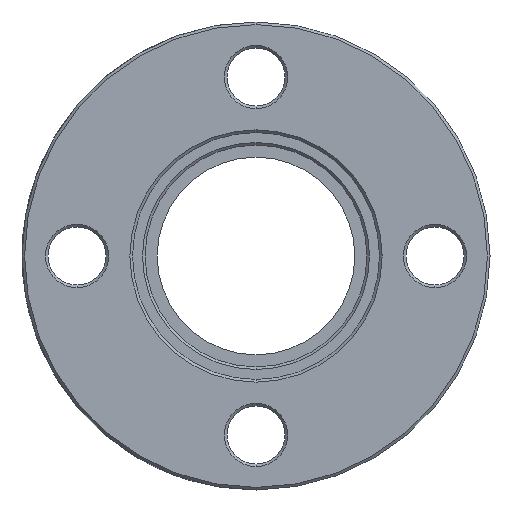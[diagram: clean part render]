
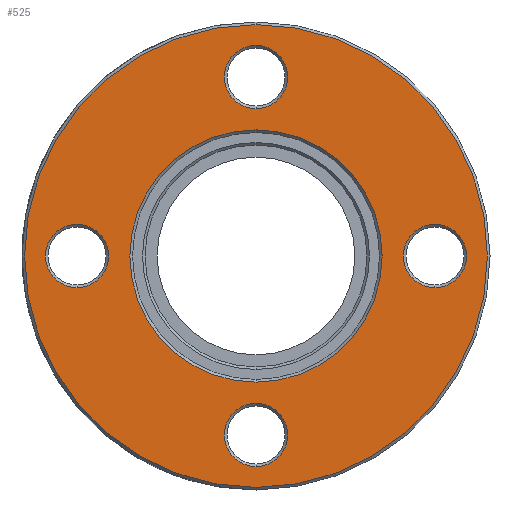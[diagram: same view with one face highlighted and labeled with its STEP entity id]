
A CAD part, front view. The second image highlights one B-rep face of the part: STEP entity #525.
In plain terms, the highlighted planar face has unit normal (0, -1, 0).
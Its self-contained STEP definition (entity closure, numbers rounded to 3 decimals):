
#13 = CARTESIAN_POINT ( 'NONE',  ( 0., 0., -24.3 ) ) ;
#47 = EDGE_LOOP ( 'NONE', ( #475, #1508 ) ) ;
#53 = VERTEX_POINT ( 'NONE', #750 ) ;
#60 = CIRCLE ( 'NONE', #1245, 3.65 ) ;
#74 = VERTEX_POINT ( 'NONE', #13 ) ;
#96 = ORIENTED_EDGE ( 'NONE', *, *, #1668, .T. ) ;
#159 = DIRECTION ( 'NONE',  ( 0., 1., 0. ) ) ;
#199 = CARTESIAN_POINT ( 'NONE',  ( 0., 0., 14.55 ) ) ;
#236 = CIRCLE ( 'NONE', #1616, 3.65 ) ;
#256 = CARTESIAN_POINT ( 'NONE',  ( 0., 0., 0. ) ) ;
#267 = CARTESIAN_POINT ( 'NONE',  ( 20.65, 0., 0. ) ) ;
#268 = ORIENTED_EDGE ( 'NONE', *, *, #1586, .T. ) ;
#271 = EDGE_CURVE ( 'NONE', #1604, #1457, #411, .T. ) ;
#303 = CIRCLE ( 'NONE', #1220, 3.65 ) ;
#307 = CARTESIAN_POINT ( 'NONE',  ( 0., 0., 0. ) ) ;
#323 = ORIENTED_EDGE ( 'NONE', *, *, #1735, .T. ) ;
#339 = FACE_BOUND ( 'NONE', #390, .T. ) ;
#345 = VERTEX_POINT ( 'NONE', #1224 ) ;
#390 = EDGE_LOOP ( 'NONE', ( #1564, #782 ) ) ;
#407 = CARTESIAN_POINT ( 'NONE',  ( 0., 0., 24.3 ) ) ;
#411 = CIRCLE ( 'NONE', #866, 3.65 ) ;
#414 = VERTEX_POINT ( 'NONE', #415 ) ;
#415 = CARTESIAN_POINT ( 'NONE',  ( 0., 0., -26.7 ) ) ;
#420 = AXIS2_PLACEMENT_3D ( 'NONE', #1498, #662, #1630 ) ;
#450 = DIRECTION ( 'NONE',  ( 0., 1., 0. ) ) ;
#459 = DIRECTION ( 'NONE',  ( 0., 0., -1. ) ) ;
#469 = CARTESIAN_POINT ( 'NONE',  ( 0., 0., 0. ) ) ;
#471 = CARTESIAN_POINT ( 'NONE',  ( 0., 0., 20.65 ) ) ;
#475 = ORIENTED_EDGE ( 'NONE', *, *, #965, .T. ) ;
#477 = VERTEX_POINT ( 'NONE', #533 ) ;
#488 = DIRECTION ( 'NONE',  ( 0., -1., 0. ) ) ;
#514 = DIRECTION ( 'NONE',  ( 0., 1., 0. ) ) ;
#525 = ADVANCED_FACE ( 'NONE', ( #1764, #1082, #1411, #339, #710, #1802 ), #1386, .T. ) ;
#533 = CARTESIAN_POINT ( 'NONE',  ( 0., 0., 17. ) ) ;
#548 = DIRECTION ( 'NONE',  ( 0., 0., -1. ) ) ;
#556 = ORIENTED_EDGE ( 'NONE', *, *, #569, .T. ) ;
#557 = DIRECTION ( 'NONE',  ( 0., 1., 0. ) ) ;
#569 = EDGE_CURVE ( 'NONE', #915, #477, #952, .T. ) ;
#577 = ORIENTED_EDGE ( 'NONE', *, *, #1410, .T. ) ;
#611 = DIRECTION ( 'NONE',  ( 0., 0., -1. ) ) ;
#613 = EDGE_LOOP ( 'NONE', ( #1042, #96 ) ) ;
#615 = DIRECTION ( 'NONE',  ( 0., 0., -1. ) ) ;
#620 = CARTESIAN_POINT ( 'NONE',  ( 20.65, 0., -3.65 ) ) ;
#662 = DIRECTION ( 'NONE',  ( 0., 1., 0. ) ) ;
#694 = CARTESIAN_POINT ( 'NONE',  ( 0., 0., -20.65 ) ) ;
#710 = FACE_BOUND ( 'NONE', #47, .T. ) ;
#732 = AXIS2_PLACEMENT_3D ( 'NONE', #1006, #159, #1139 ) ;
#737 = CARTESIAN_POINT ( 'NONE',  ( 0., 0., 26.7 ) ) ;
#750 = CARTESIAN_POINT ( 'NONE',  ( 0., 0., -14.55 ) ) ;
#781 = CARTESIAN_POINT ( 'NONE',  ( 0., 0., -20.65 ) ) ;
#782 = ORIENTED_EDGE ( 'NONE', *, *, #943, .T. ) ;
#786 = EDGE_CURVE ( 'NONE', #74, #1557, #236, .T. ) ;
#799 = VERTEX_POINT ( 'NONE', #1488 ) ;
#835 = DIRECTION ( 'NONE',  ( 0., 0., -1. ) ) ;
#839 = EDGE_LOOP ( 'NONE', ( #1307, #323 ) ) ;
#847 = EDGE_LOOP ( 'NONE', ( #268, #1803 ) ) ;
#858 = DIRECTION ( 'NONE',  ( 0., 0., -1. ) ) ;
#866 = AXIS2_PLACEMENT_3D ( 'NONE', #267, #1679, #858 ) ;
#897 = CIRCLE ( 'NONE', #420, 3.65 ) ;
#915 = VERTEX_POINT ( 'NONE', #407 ) ;
#920 = AXIS2_PLACEMENT_3D ( 'NONE', #307, #1291, #459 ) ;
#924 = DIRECTION ( 'NONE',  ( 0., 0., -1. ) ) ;
#925 = AXIS2_PLACEMENT_3D ( 'NONE', #256, #959, #548 ) ;
#943 = EDGE_CURVE ( 'NONE', #1557, #74, #1134, .T. ) ;
#952 = CIRCLE ( 'NONE', #1574, 3.65 ) ;
#959 = DIRECTION ( 'NONE',  ( 0., -1., 0. ) ) ;
#965 = EDGE_CURVE ( 'NONE', #799, #345, #303, .T. ) ;
#1006 = CARTESIAN_POINT ( 'NONE',  ( 20.65, 0., 0. ) ) ;
#1010 = CIRCLE ( 'NONE', #1610, 26.7 ) ;
#1034 = AXIS2_PLACEMENT_3D ( 'NONE', #694, #1654, #835 ) ;
#1042 = ORIENTED_EDGE ( 'NONE', *, *, #1474, .T. ) ;
#1082 = FACE_BOUND ( 'NONE', #847, .T. ) ;
#1085 = VERTEX_POINT ( 'NONE', #199 ) ;
#1134 = CIRCLE ( 'NONE', #1034, 3.65 ) ;
#1139 = DIRECTION ( 'NONE',  ( 0., 0., -1. ) ) ;
#1158 = CIRCLE ( 'NONE', #920, 14.55 ) ;
#1207 = CIRCLE ( 'NONE', #732, 3.65 ) ;
#1220 = AXIS2_PLACEMENT_3D ( 'NONE', #1399, #557, #1532 ) ;
#1224 = CARTESIAN_POINT ( 'NONE',  ( -20.65, 0., 3.65 ) ) ;
#1245 = AXIS2_PLACEMENT_3D ( 'NONE', #471, #1451, #615 ) ;
#1281 = CARTESIAN_POINT ( 'NONE',  ( 0., 0., 20.65 ) ) ;
#1284 = CARTESIAN_POINT ( 'NONE',  ( 20.65, 0., 3.65 ) ) ;
#1291 = DIRECTION ( 'NONE',  ( 0., 1., 0. ) ) ;
#1307 = ORIENTED_EDGE ( 'NONE', *, *, #1617, .T. ) ;
#1318 = CARTESIAN_POINT ( 'NONE',  ( 0., 0., 0. ) ) ;
#1339 = CARTESIAN_POINT ( 'NONE',  ( 0., 0., -17. ) ) ;
#1343 = CARTESIAN_POINT ( 'NONE',  ( 0., 0., 0. ) ) ;
#1350 = EDGE_LOOP ( 'NONE', ( #577, #556 ) ) ;
#1386 = PLANE ( 'NONE',  #925 ) ;
#1390 = AXIS2_PLACEMENT_3D ( 'NONE', #469, #1447, #611 ) ;
#1399 = CARTESIAN_POINT ( 'NONE',  ( -20.65, 0., 0. ) ) ;
#1410 = EDGE_CURVE ( 'NONE', #477, #915, #60, .T. ) ;
#1411 = FACE_BOUND ( 'NONE', #1350, .T. ) ;
#1427 = DIRECTION ( 'NONE',  ( 0., 0., -1. ) ) ;
#1444 = CIRCLE ( 'NONE', #1390, 26.7 ) ;
#1447 = DIRECTION ( 'NONE',  ( 0., -1., 0. ) ) ;
#1451 = DIRECTION ( 'NONE',  ( 0., 1., 0. ) ) ;
#1457 = VERTEX_POINT ( 'NONE', #620 ) ;
#1460 = DIRECTION ( 'NONE',  ( 0., 0., -1. ) ) ;
#1474 = EDGE_CURVE ( 'NONE', #1625, #414, #1010, .T. ) ;
#1488 = CARTESIAN_POINT ( 'NONE',  ( -20.65, 0., -3.65 ) ) ;
#1490 = DIRECTION ( 'NONE',  ( 0., 0., -1. ) ) ;
#1498 = CARTESIAN_POINT ( 'NONE',  ( -20.65, 0., 0. ) ) ;
#1508 = ORIENTED_EDGE ( 'NONE', *, *, #1763, .T. ) ;
#1532 = DIRECTION ( 'NONE',  ( 0., 0., -1. ) ) ;
#1557 = VERTEX_POINT ( 'NONE', #1339 ) ;
#1564 = ORIENTED_EDGE ( 'NONE', *, *, #786, .T. ) ;
#1574 = AXIS2_PLACEMENT_3D ( 'NONE', #1281, #450, #1427 ) ;
#1586 = EDGE_CURVE ( 'NONE', #1457, #1604, #1207, .T. ) ;
#1604 = VERTEX_POINT ( 'NONE', #1284 ) ;
#1610 = AXIS2_PLACEMENT_3D ( 'NONE', #1318, #488, #1460 ) ;
#1616 = AXIS2_PLACEMENT_3D ( 'NONE', #781, #1741, #924 ) ;
#1617 = EDGE_CURVE ( 'NONE', #53, #1085, #1158, .T. ) ;
#1625 = VERTEX_POINT ( 'NONE', #737 ) ;
#1630 = DIRECTION ( 'NONE',  ( 0., 0., -1. ) ) ;
#1654 = DIRECTION ( 'NONE',  ( 0., 1., 0. ) ) ;
#1666 = CIRCLE ( 'NONE', #1745, 14.55 ) ;
#1668 = EDGE_CURVE ( 'NONE', #414, #1625, #1444, .T. ) ;
#1679 = DIRECTION ( 'NONE',  ( 0., 1., 0. ) ) ;
#1735 = EDGE_CURVE ( 'NONE', #1085, #53, #1666, .T. ) ;
#1741 = DIRECTION ( 'NONE',  ( 0., 1., 0. ) ) ;
#1745 = AXIS2_PLACEMENT_3D ( 'NONE', #1343, #514, #1490 ) ;
#1763 = EDGE_CURVE ( 'NONE', #345, #799, #897, .T. ) ;
#1764 = FACE_BOUND ( 'NONE', #839, .T. ) ;
#1802 = FACE_OUTER_BOUND ( 'NONE', #613, .T. ) ;
#1803 = ORIENTED_EDGE ( 'NONE', *, *, #271, .T. ) ;
